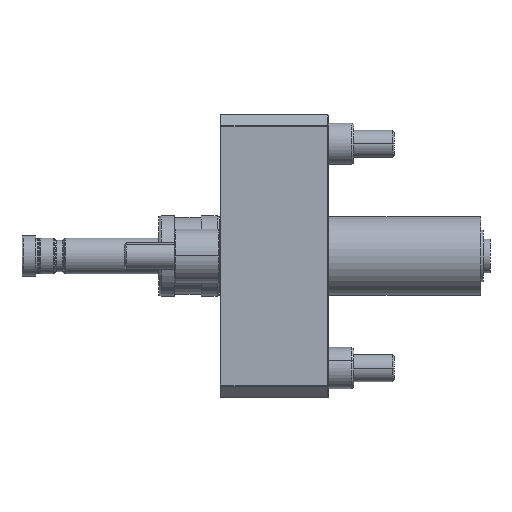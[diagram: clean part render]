
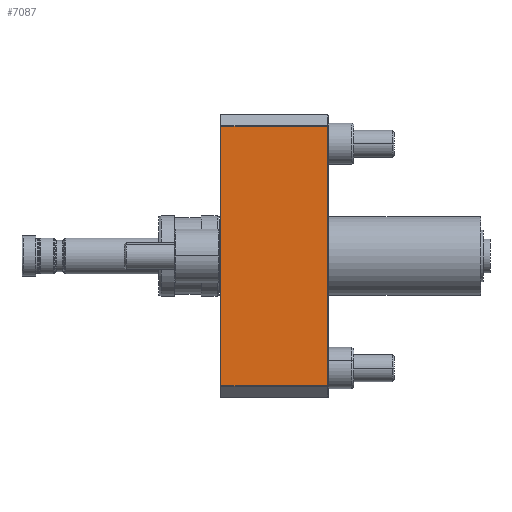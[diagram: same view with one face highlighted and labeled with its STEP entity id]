
A CAD part, left-side view. The second image highlights one B-rep face of the part: STEP entity #7087.
In plain terms, the highlighted planar face has unit normal (-1, 0, 0).
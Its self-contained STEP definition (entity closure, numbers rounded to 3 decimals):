
#930 = EDGE_CURVE ( 'NONE', #22284, #20984, #2697, .T. ) ;
#1317 = VECTOR ( 'NONE', #12864, 1000. ) ;
#1390 = VERTEX_POINT ( 'NONE', #6280 ) ;
#2084 = EDGE_CURVE ( 'NONE', #2589, #22284, #2342, .T. ) ;
#2342 = LINE ( 'NONE', #9272, #6393 ) ;
#2589 = VERTEX_POINT ( 'NONE', #6507 ) ;
#2697 = LINE ( 'NONE', #9960, #22629 ) ;
#2810 = ORIENTED_EDGE ( 'NONE', *, *, #2084, .T. ) ;
#3260 = CARTESIAN_POINT ( 'NONE',  ( -24., 0.2, 57.917 ) ) ;
#3455 = FACE_OUTER_BOUND ( 'NONE', #16796, .T. ) ;
#3688 = LINE ( 'NONE', #3808, #1317 ) ;
#3808 = CARTESIAN_POINT ( 'NONE',  ( -24., 47.8, 63. ) ) ;
#4674 = DIRECTION ( 'NONE',  ( 0., 0., 1. ) ) ;
#5084 = DIRECTION ( 'NONE',  ( 1., 0., 0. ) ) ;
#5421 = ORIENTED_EDGE ( 'NONE', *, *, #10210, .T. ) ;
#6280 = CARTESIAN_POINT ( 'NONE',  ( -24., 47.8, 57.917 ) ) ;
#6393 = VECTOR ( 'NONE', #20269, 1000. ) ;
#6507 = CARTESIAN_POINT ( 'NONE',  ( -24., 47.8, -57.917 ) ) ;
#6536 = ORIENTED_EDGE ( 'NONE', *, *, #11169, .T. ) ;
#7087 = ADVANCED_FACE ( 'NONE', ( #3455 ), #22792, .F. ) ;
#8576 = LINE ( 'NONE', #21215, #23119 ) ;
#8619 = CARTESIAN_POINT ( 'NONE',  ( -24., 48., 63. ) ) ;
#9272 = CARTESIAN_POINT ( 'NONE',  ( -24., 0.2, -57.917 ) ) ;
#9960 = CARTESIAN_POINT ( 'NONE',  ( -24., 0.2, 58. ) ) ;
#10210 = EDGE_CURVE ( 'NONE', #20984, #1390, #8576, .T. ) ;
#11169 = EDGE_CURVE ( 'NONE', #1390, #2589, #3688, .T. ) ;
#12410 = DIRECTION ( 'NONE',  ( 0., 0., -1. ) ) ;
#12864 = DIRECTION ( 'NONE',  ( 0., 0., -1. ) ) ;
#16012 = CARTESIAN_POINT ( 'NONE',  ( -24., 0.2, -57.917 ) ) ;
#16796 = EDGE_LOOP ( 'NONE', ( #6536, #2810, #20847, #5421 ) ) ;
#20269 = DIRECTION ( 'NONE',  ( 0., -1., 0. ) ) ;
#20847 = ORIENTED_EDGE ( 'NONE', *, *, #930, .T. ) ;
#20984 = VERTEX_POINT ( 'NONE', #3260 ) ;
#21215 = CARTESIAN_POINT ( 'NONE',  ( -24., 47.8, 57.917 ) ) ;
#21512 = AXIS2_PLACEMENT_3D ( 'NONE', #8619, #5084, #12410 ) ;
#22284 = VERTEX_POINT ( 'NONE', #16012 ) ;
#22629 = VECTOR ( 'NONE', #4674, 1000. ) ;
#22792 = PLANE ( 'NONE',  #21512 ) ;
#23119 = VECTOR ( 'NONE', #23227, 1000. ) ;
#23227 = DIRECTION ( 'NONE',  ( 0., 1., 0. ) ) ;
